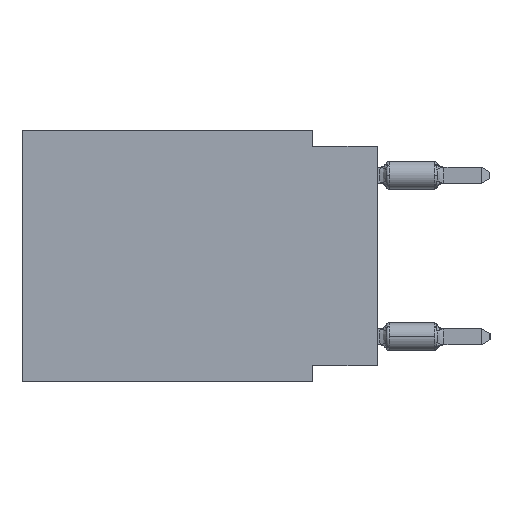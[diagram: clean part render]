
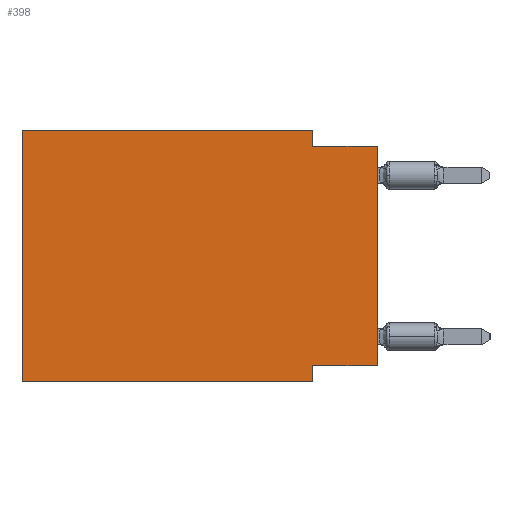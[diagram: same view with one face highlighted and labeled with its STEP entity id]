
A CAD part, left-side view. The second image highlights one B-rep face of the part: STEP entity #398.
In plain terms, the highlighted planar face has unit normal (-1, 0, 0).
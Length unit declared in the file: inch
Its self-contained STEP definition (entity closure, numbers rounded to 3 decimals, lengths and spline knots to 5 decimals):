
#68 = VECTOR ( 'NONE', #9581, 39.37008 ) ;
#304 = VERTEX_POINT ( 'NONE', #4940 ) ;
#382 = CARTESIAN_POINT ( 'NONE',  ( 0., 0.55, 0. ) ) ;
#398 = ADVANCED_FACE ( 'NONE', ( #26758 ), #15470, .F. ) ;
#1498 = CARTESIAN_POINT ( 'NONE',  ( 0., 0., -0.025 ) ) ;
#2604 = ORIENTED_EDGE ( 'NONE', *, *, #21710, .F. ) ;
#3176 = VERTEX_POINT ( 'NONE', #16792 ) ;
#3353 = VECTOR ( 'NONE', #29626, 39.37008 ) ;
#3883 = AXIS2_PLACEMENT_3D ( 'NONE', #24496, #11079, #22534 ) ;
#4361 = DIRECTION ( 'NONE',  ( 0., 0., 1. ) ) ;
#4762 = EDGE_CURVE ( 'NONE', #304, #4971, #22626, .T. ) ;
#4940 = CARTESIAN_POINT ( 'NONE',  ( 0., 0., -0.365 ) ) ;
#4971 = VERTEX_POINT ( 'NONE', #11770 ) ;
#5786 = EDGE_LOOP ( 'NONE', ( #7496, #25561, #14190, #19285, #5933, #10654, #12659, #2604 ) ) ;
#5933 = ORIENTED_EDGE ( 'NONE', *, *, #15080, .F. ) ;
#6781 = CARTESIAN_POINT ( 'NONE',  ( 0., 0., 0. ) ) ;
#7015 = EDGE_CURVE ( 'NONE', #12816, #17288, #11557, .T. ) ;
#7496 = ORIENTED_EDGE ( 'NONE', *, *, #4762, .T. ) ;
#8312 = CARTESIAN_POINT ( 'NONE',  ( 0., 0.55, -0.39 ) ) ;
#8851 = CARTESIAN_POINT ( 'NONE',  ( 0., 0.1, 0. ) ) ;
#9046 = CARTESIAN_POINT ( 'NONE',  ( 0., 0.1, -0.39 ) ) ;
#9581 = DIRECTION ( 'NONE',  ( 0., -1., 0. ) ) ;
#10654 = ORIENTED_EDGE ( 'NONE', *, *, #12074, .T. ) ;
#11079 = DIRECTION ( 'NONE',  ( 1., 0., 0. ) ) ;
#11124 = LINE ( 'NONE', #8851, #19145 ) ;
#11173 = LINE ( 'NONE', #9046, #17334 ) ;
#11557 = LINE ( 'NONE', #382, #68 ) ;
#11770 = CARTESIAN_POINT ( 'NONE',  ( 0., 0., -0.025 ) ) ;
#12068 = DIRECTION ( 'NONE',  ( 0., 1., 0. ) ) ;
#12074 = EDGE_CURVE ( 'NONE', #3176, #21618, #29245, .T. ) ;
#12086 = CARTESIAN_POINT ( 'NONE',  ( 0., 0.1, 0. ) ) ;
#12247 = EDGE_CURVE ( 'NONE', #19970, #21618, #11173, .T. ) ;
#12659 = ORIENTED_EDGE ( 'NONE', *, *, #12247, .F. ) ;
#12816 = VERTEX_POINT ( 'NONE', #13919 ) ;
#12825 = DIRECTION ( 'NONE',  ( 0., -1., 0. ) ) ;
#13142 = DIRECTION ( 'NONE',  ( 0., -1., 0. ) ) ;
#13919 = CARTESIAN_POINT ( 'NONE',  ( 0., 0.55, 0. ) ) ;
#14190 = ORIENTED_EDGE ( 'NONE', *, *, #26326, .F. ) ;
#14202 = CARTESIAN_POINT ( 'NONE',  ( 0., 0.1, -0.025 ) ) ;
#14791 = VECTOR ( 'NONE', #12825, 39.37008 ) ;
#15080 = EDGE_CURVE ( 'NONE', #3176, #12816, #24968, .T. ) ;
#15470 = PLANE ( 'NONE',  #3883 ) ;
#15705 = DIRECTION ( 'NONE',  ( 0., 0., -1. ) ) ;
#16792 = CARTESIAN_POINT ( 'NONE',  ( 0., 0.55, -0.39 ) ) ;
#17288 = VERTEX_POINT ( 'NONE', #12086 ) ;
#17334 = VECTOR ( 'NONE', #15705, 39.37008 ) ;
#17407 = CARTESIAN_POINT ( 'NONE',  ( 0., 0.1, -0.365 ) ) ;
#18279 = VECTOR ( 'NONE', #13142, 39.37008 ) ;
#19062 = VERTEX_POINT ( 'NONE', #14202 ) ;
#19145 = VECTOR ( 'NONE', #29347, 39.37008 ) ;
#19285 = ORIENTED_EDGE ( 'NONE', *, *, #7015, .F. ) ;
#19970 = VERTEX_POINT ( 'NONE', #17407 ) ;
#20363 = VECTOR ( 'NONE', #12068, 39.37008 ) ;
#20452 = CARTESIAN_POINT ( 'NONE',  ( 0., 0.55, 0. ) ) ;
#21618 = VERTEX_POINT ( 'NONE', #22624 ) ;
#21710 = EDGE_CURVE ( 'NONE', #304, #19970, #25168, .T. ) ;
#22534 = DIRECTION ( 'NONE',  ( 0., 0., -1. ) ) ;
#22624 = CARTESIAN_POINT ( 'NONE',  ( 0., 0.1, -0.39 ) ) ;
#22626 = LINE ( 'NONE', #6781, #28170 ) ;
#24496 = CARTESIAN_POINT ( 'NONE',  ( 0., 0.55, 0. ) ) ;
#24539 = EDGE_CURVE ( 'NONE', #19062, #4971, #29231, .T. ) ;
#24968 = LINE ( 'NONE', #20452, #3353 ) ;
#25168 = LINE ( 'NONE', #25474, #20363 ) ;
#25474 = CARTESIAN_POINT ( 'NONE',  ( 0., 0., -0.365 ) ) ;
#25561 = ORIENTED_EDGE ( 'NONE', *, *, #24539, .F. ) ;
#26326 = EDGE_CURVE ( 'NONE', #17288, #19062, #11124, .T. ) ;
#26758 = FACE_OUTER_BOUND ( 'NONE', #5786, .T. ) ;
#28170 = VECTOR ( 'NONE', #4361, 39.37008 ) ;
#29231 = LINE ( 'NONE', #1498, #14791 ) ;
#29245 = LINE ( 'NONE', #8312, #18279 ) ;
#29347 = DIRECTION ( 'NONE',  ( 0., 0., -1. ) ) ;
#29626 = DIRECTION ( 'NONE',  ( 0., 0., 1. ) ) ;
